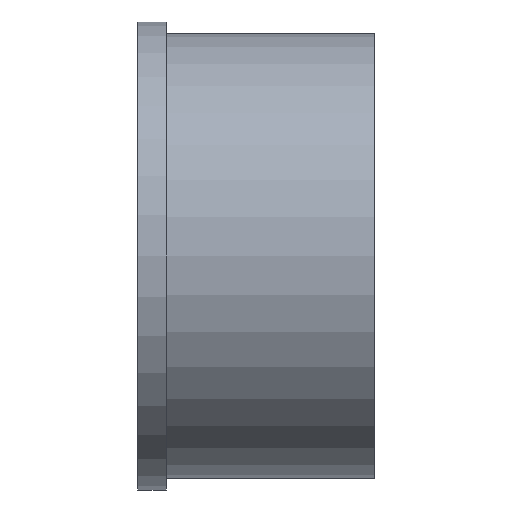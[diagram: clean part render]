
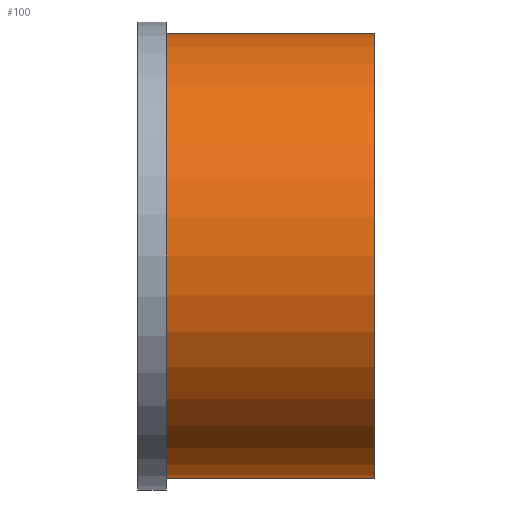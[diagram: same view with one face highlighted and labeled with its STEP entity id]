
A CAD part, front view. The second image highlights one B-rep face of the part: STEP entity #100.
In plain terms, the highlighted cylindrical face has radius 23.5 mm (diameter 47 mm), a partial arc.
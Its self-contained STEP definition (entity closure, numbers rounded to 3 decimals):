
#55 = LINE ( 'NONE', #724, #79 ) ;
#79 = VECTOR ( 'NONE', #2435, 1000. ) ;
#100 = ADVANCED_FACE ( 'NONE', ( #2754 ), #1044, .T. ) ;
#106 = DIRECTION ( 'NONE',  ( 0., 0., 1. ) ) ;
#127 = CARTESIAN_POINT ( 'NONE',  ( 17.5, 0., 0. ) ) ;
#293 = CARTESIAN_POINT ( 'NONE',  ( -4.5, 0., -23.5 ) ) ;
#301 = DIRECTION ( 'NONE',  ( 0., 0., 1. ) ) ;
#469 = VERTEX_POINT ( 'NONE', #293 ) ;
#724 = CARTESIAN_POINT ( 'NONE',  ( -36.703, 0., 23.5 ) ) ;
#921 = CARTESIAN_POINT ( 'NONE',  ( 17.5, 0., 23.5 ) ) ;
#1044 = CYLINDRICAL_SURFACE ( 'NONE', #3073, 23.5 ) ;
#1186 = DIRECTION ( 'NONE',  ( -1., 0., 0. ) ) ;
#1242 = CARTESIAN_POINT ( 'NONE',  ( -4.5, 0., 23.5 ) ) ;
#1401 = EDGE_CURVE ( 'NONE', #3902, #3736, #55, .T. ) ;
#1409 = ORIENTED_EDGE ( 'NONE', *, *, #2338, .F. ) ;
#1486 = VERTEX_POINT ( 'NONE', #2856 ) ;
#1560 = AXIS2_PLACEMENT_3D ( 'NONE', #3622, #3300, #301 ) ;
#2028 = ORIENTED_EDGE ( 'NONE', *, *, #4319, .T. ) ;
#2134 = DIRECTION ( 'NONE',  ( -1., 0., 0. ) ) ;
#2282 = ORIENTED_EDGE ( 'NONE', *, *, #1401, .T. ) ;
#2338 = EDGE_CURVE ( 'NONE', #1486, #469, #3691, .T. ) ;
#2424 = EDGE_CURVE ( 'NONE', #469, #3736, #2948, .T. ) ;
#2427 = DIRECTION ( 'NONE',  ( 0., 0., 1. ) ) ;
#2435 = DIRECTION ( 'NONE',  ( -1., 0., 0. ) ) ;
#2437 = AXIS2_PLACEMENT_3D ( 'NONE', #127, #1186, #106 ) ;
#2448 = CARTESIAN_POINT ( 'NONE',  ( -36.703, 0., 0. ) ) ;
#2754 = FACE_OUTER_BOUND ( 'NONE', #2946, .T. ) ;
#2856 = CARTESIAN_POINT ( 'NONE',  ( 17.5, 0., -23.5 ) ) ;
#2946 = EDGE_LOOP ( 'NONE', ( #1409, #2028, #2282, #3790 ) ) ;
#2948 = CIRCLE ( 'NONE', #1560, 23.5 ) ;
#3073 = AXIS2_PLACEMENT_3D ( 'NONE', #2448, #2134, #2427 ) ;
#3162 = VECTOR ( 'NONE', #3348, 1000. ) ;
#3300 = DIRECTION ( 'NONE',  ( -1., 0., 0. ) ) ;
#3348 = DIRECTION ( 'NONE',  ( -1., 0., 0. ) ) ;
#3465 = CIRCLE ( 'NONE', #2437, 23.5 ) ;
#3622 = CARTESIAN_POINT ( 'NONE',  ( -4.5, 0., 0. ) ) ;
#3691 = LINE ( 'NONE', #3982, #3162 ) ;
#3736 = VERTEX_POINT ( 'NONE', #1242 ) ;
#3790 = ORIENTED_EDGE ( 'NONE', *, *, #2424, .F. ) ;
#3902 = VERTEX_POINT ( 'NONE', #921 ) ;
#3982 = CARTESIAN_POINT ( 'NONE',  ( -36.703, 0., -23.5 ) ) ;
#4319 = EDGE_CURVE ( 'NONE', #1486, #3902, #3465, .T. ) ;
